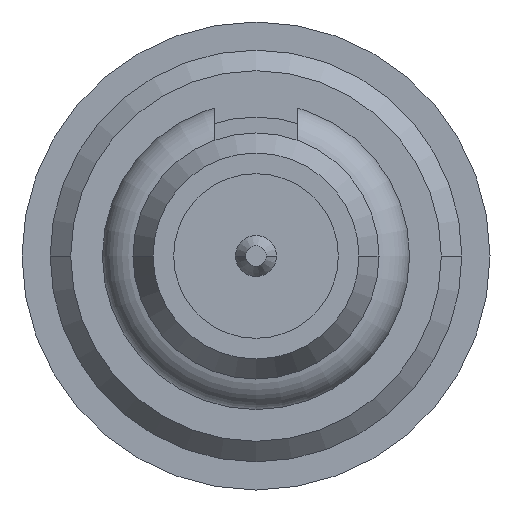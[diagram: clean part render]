
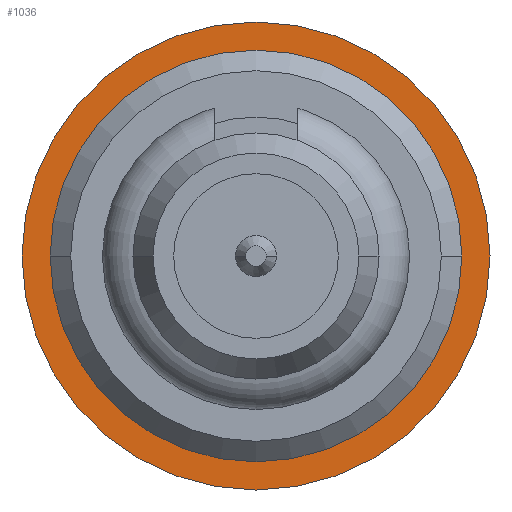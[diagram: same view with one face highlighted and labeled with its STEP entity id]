
A CAD part, left-side view. The second image highlights one B-rep face of the part: STEP entity #1036.
In plain terms, the highlighted planar face has unit normal (-1, 0, 0).
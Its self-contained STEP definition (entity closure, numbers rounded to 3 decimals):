
#259=CARTESIAN_POINT('',(8.4,0.,0.));
#260=DIRECTION('',(1.,0.,0.));
#261=DIRECTION('',(0.,1.,0.));
#262=AXIS2_PLACEMENT_3D('',#259,#260,#261);
#264=CARTESIAN_POINT('',(8.4,0.,0.));
#265=DIRECTION('',(1.,0.,0.));
#266=DIRECTION('',(0.,0.,-1.));
#267=AXIS2_PLACEMENT_3D('',#264,#265,#266);
#269=CARTESIAN_POINT('',(8.4,0.,0.));
#270=DIRECTION('',(1.,0.,0.));
#271=DIRECTION('',(0.,0.,1.));
#272=AXIS2_PLACEMENT_3D('',#269,#270,#271);
#412=CARTESIAN_POINT('',(8.4,0.,0.));
#413=DIRECTION('',(1.,0.,0.));
#414=DIRECTION('',(0.,-1.,0.));
#415=AXIS2_PLACEMENT_3D('',#412,#413,#414);
#595=CARTESIAN_POINT('',(8.4,0.,-2.273));
#596=CARTESIAN_POINT('',(8.4,0.,2.273));
#597=VERTEX_POINT('',#595);
#598=VERTEX_POINT('',#596);
#611=CARTESIAN_POINT('',(8.4,1.8,0.));
#612=CARTESIAN_POINT('',(8.4,-1.8,0.));
#613=VERTEX_POINT('',#611);
#614=VERTEX_POINT('',#612);
#1020=CARTESIAN_POINT('',(8.4,0.,0.));
#1021=DIRECTION('',(1.,0.,0.));
#1022=DIRECTION('',(0.,0.,-1.));
#1023=AXIS2_PLACEMENT_3D('',#1020,#1021,#1022);
#1024=PLANE('',#1023);
#1026=ORIENTED_EDGE('',*,*,#1025,.T.);
#1028=ORIENTED_EDGE('',*,*,#1027,.T.);
#1029=EDGE_LOOP('',(#1026,#1028));
#1030=FACE_OUTER_BOUND('',#1029,.F.);
#1031=ORIENTED_EDGE('',*,*,#1010,.F.);
#1033=ORIENTED_EDGE('',*,*,#1032,.F.);
#1034=EDGE_LOOP('',(#1031,#1033));
#1035=FACE_BOUND('',#1034,.F.);
#1036=ADVANCED_FACE('',(#1030,#1035),#1024,.F.);
#263=CIRCLE('',#262,1.8);
#268=CIRCLE('',#267,2.273);
#273=CIRCLE('',#272,2.273);
#416=CIRCLE('',#415,1.8);
#1010=EDGE_CURVE('',#613,#614,#263,.T.);
#1025=EDGE_CURVE('',#597,#598,#268,.T.);
#1027=EDGE_CURVE('',#598,#597,#273,.T.);
#1032=EDGE_CURVE('',#614,#613,#416,.T.);
